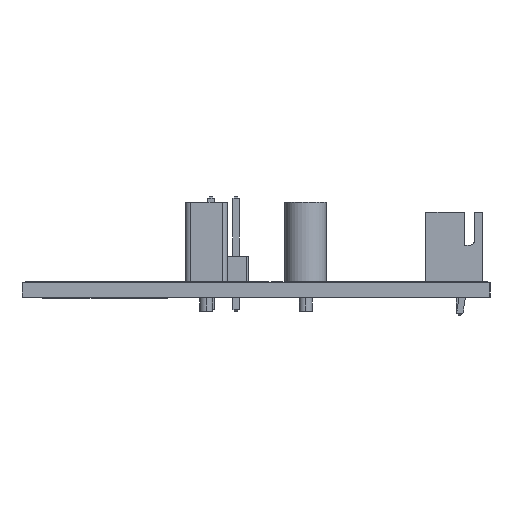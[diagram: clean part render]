
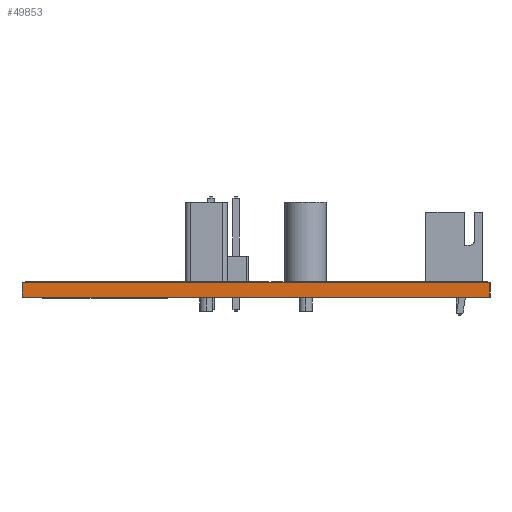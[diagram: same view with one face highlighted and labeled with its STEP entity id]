
A CAD part, left-side view. The second image highlights one B-rep face of the part: STEP entity #49853.
In plain terms, the highlighted planar face has unit normal (-1, 0, 0).
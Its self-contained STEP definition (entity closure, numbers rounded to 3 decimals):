
#49797 = VERTEX_POINT('',#49798);
#49798 = CARTESIAN_POINT('',(0.,-47.2,1.51));
#49804 = EDGE_CURVE('',#49805,#49797,#49807,.T.);
#49805 = VERTEX_POINT('',#49806);
#49806 = CARTESIAN_POINT('',(0.,-47.2,0.));
#49807 = LINE('',#49808,#49809);
#49808 = CARTESIAN_POINT('',(0.,-47.2,0.));
#49809 = VECTOR('',#49810,1.);
#49810 = DIRECTION('',(0.,0.,1.));
#49853 = ADVANCED_FACE('',(#49854),#49879,.T.);
#49854 = FACE_BOUND('',#49855,.T.);
#49855 = EDGE_LOOP('',(#49856,#49857,#49865,#49873));
#49856 = ORIENTED_EDGE('',*,*,#49804,.T.);
#49857 = ORIENTED_EDGE('',*,*,#49858,.T.);
#49858 = EDGE_CURVE('',#49797,#49859,#49861,.T.);
#49859 = VERTEX_POINT('',#49860);
#49860 = CARTESIAN_POINT('',(0.,0.,1.51));
#49861 = LINE('',#49862,#49863);
#49862 = CARTESIAN_POINT('',(0.,-47.2,1.51));
#49863 = VECTOR('',#49864,1.);
#49864 = DIRECTION('',(0.,1.,0.));
#49865 = ORIENTED_EDGE('',*,*,#49866,.F.);
#49866 = EDGE_CURVE('',#49867,#49859,#49869,.T.);
#49867 = VERTEX_POINT('',#49868);
#49868 = CARTESIAN_POINT('',(0.,-0.,0.));
#49869 = LINE('',#49870,#49871);
#49870 = CARTESIAN_POINT('',(0.,-0.,0.));
#49871 = VECTOR('',#49872,1.);
#49872 = DIRECTION('',(0.,0.,1.));
#49873 = ORIENTED_EDGE('',*,*,#49874,.F.);
#49874 = EDGE_CURVE('',#49805,#49867,#49875,.T.);
#49875 = LINE('',#49876,#49877);
#49876 = CARTESIAN_POINT('',(0.,-47.2,0.));
#49877 = VECTOR('',#49878,1.);
#49878 = DIRECTION('',(0.,1.,0.));
#49879 = PLANE('',#49880);
#49880 = AXIS2_PLACEMENT_3D('',#49881,#49882,#49883);
#49881 = CARTESIAN_POINT('',(0.,-47.2,0.));
#49882 = DIRECTION('',(-1.,0.,0.));
#49883 = DIRECTION('',(0.,1.,0.));
